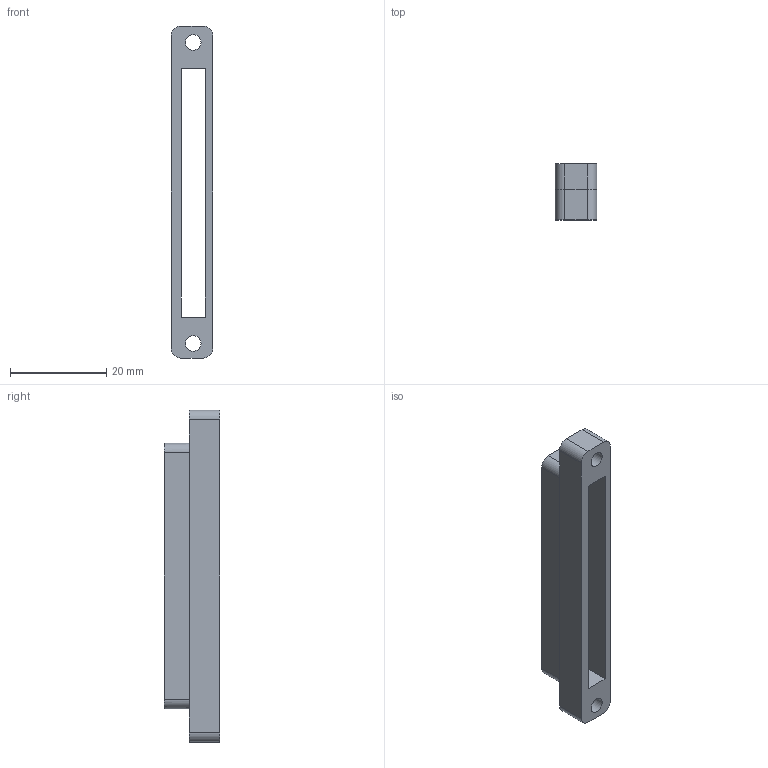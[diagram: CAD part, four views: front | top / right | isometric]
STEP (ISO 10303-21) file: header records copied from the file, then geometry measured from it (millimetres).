
FILE_DESCRIPTION(/* description */ (''),/* implementation_level */ '2;1');
FILE_NAME(/* name */ 'connector.stp',/* time_stamp */ '2015-06-15T16:04:14+01:00',/* author */ ('smkilani'),/* organization */ (''),/* preprocessor_version */ 'ST-DEVELOPER v15.6',/* originating_system */ 'Autodesk Inventor 2015',/* authorisation */ '');
FILE_SCHEMA (('AUTOMOTIVE_DESIGN { 1 0 10303 214 3 1 1 }'));
Length unit declared in the file: millimetre
Products named in the file (1): Part1
Bounding box: 8.63 x 11.63 x 69.16 mm (x, y, z)
Volume: 3099.6 mm3; surface area: 3643.8 mm2
Topology: 1 solids, 1 shells, 30 faces, 81 edges, 52 vertices
Faces by surface type: plane 20, cylinder 10
Full cylindrical faces by diameter (mm): 3.25 x2
Entity records: 968 total; most frequent: DIRECTION 166, CARTESIAN_POINT 162, ORIENTED_EDGE 158, EDGE_CURVE 79, AXIS2_PLACEMENT_3D 56, LINE 54, VECTOR 54, VERTEX_POINT 52
